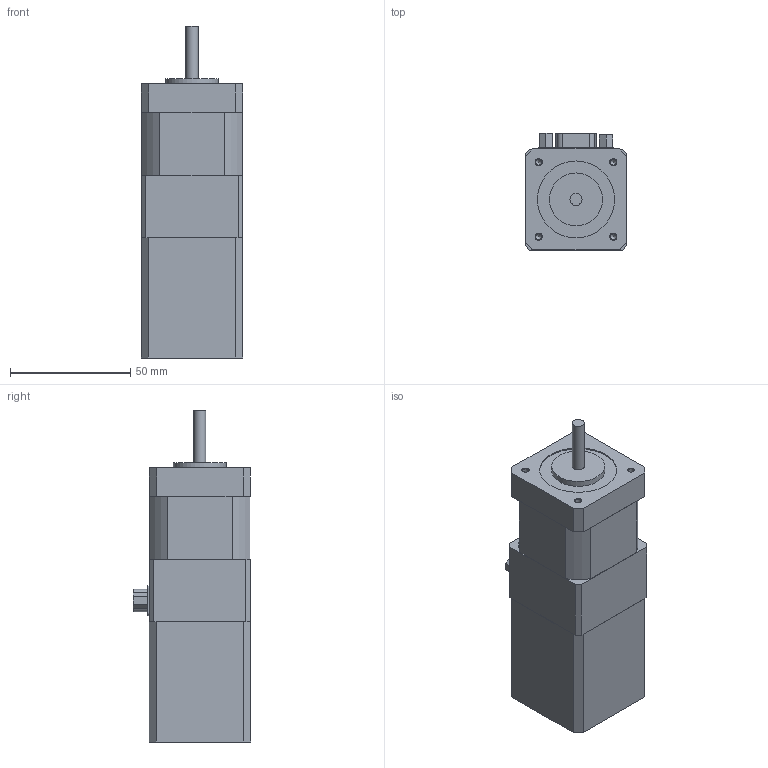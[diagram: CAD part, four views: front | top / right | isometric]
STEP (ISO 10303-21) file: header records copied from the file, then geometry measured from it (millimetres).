
FILE_DESCRIPTION(/* description */ ('STEP AP214'),/* implementation_level */ '2;1');
FILE_NAME(/* name */ '1370472_EMMS-ST-42-S-SB-G2',/* time_stamp */ '2024-08-28T00:21:37+02:00',/* author */ ('License CC BY-ND 4.0'),/* organization */ ('CADENAS'),/* preprocessor_version */ 'ST-DEVELOPER v19.3',/* originating_system */ 'PARTsolutions',/* authorisation */ ' ');
FILE_SCHEMA (('AUTOMOTIVE_DESIGN {1 0 10303 214 3 1 1}'));
Length unit declared in the file: millimetre
Products named in the file (1): 1370472 EMMS-ST-42-S-SB-G2
Bounding box: 42.2 x 48.7 x 138 mm (x, y, z)
Volume: 198842.9 mm3; surface area: 23730.3 mm2
Topology: 1 solids, 1 shells, 130 faces, 306 edges, 200 vertices
Faces by surface type: plane 88, cylinder 34, cone 8
Full cylindrical faces by diameter (mm): 1 x9, 2.459 x4, 2.5 x2, 5 x1, 22 x1, 32 x1
Entity records: 4454 total; most frequent: DIRECTION 606, CARTESIAN_POINT 599, ORIENTED_EDGE 544, EDGE_CURVE 272, AXIS2_PLACEMENT_3D 203, LINE 200, VECTOR 200, VERTEX_POINT 196
